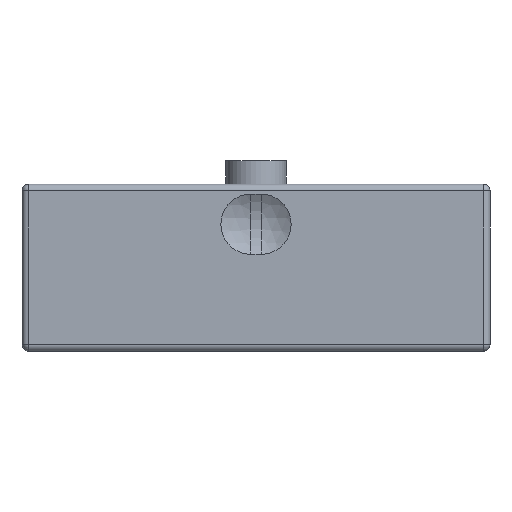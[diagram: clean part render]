
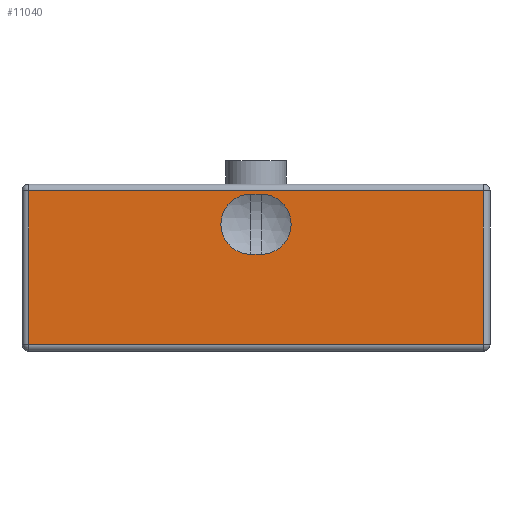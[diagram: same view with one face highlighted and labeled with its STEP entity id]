
A CAD part, left-side view. The second image highlights one B-rep face of the part: STEP entity #11040.
In plain terms, the highlighted planar face has unit normal (-1, 0, 0).
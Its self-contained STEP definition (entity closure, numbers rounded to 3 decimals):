
#10563=CARTESIAN_POINT('',(-74.,-68.0,-48.0));
#10564=VERTEX_POINT('',#10563);
#10622=CARTESIAN_POINT('',(-74.,68.0,-48.0));
#10623=VERTEX_POINT('',#10622);
#10697=CARTESIAN_POINT('',(-74.,-68.0,-2.0));
#10698=VERTEX_POINT('',#10697);
#10723=CARTESIAN_POINT('',(-74.,68.0,-2.0));
#10724=VERTEX_POINT('',#10723);
#10757=CARTESIAN_POINT('',(-74.,68.0,-2.0));
#10758=DIRECTION('',(0.0,-1.0,0.0));
#10759=VECTOR('',#10758,136.0);
#10760=LINE('',#10757,#10759);
#10761=EDGE_CURVE('',#10724,#10698,#10760,.T.);
#10789=CARTESIAN_POINT('',(-74.,68.0,-48.0));
#10790=DIRECTION('',(0.0,0.0,1.0));
#10791=VECTOR('',#10790,46.0);
#10792=LINE('',#10789,#10791);
#10793=EDGE_CURVE('',#10623,#10724,#10792,.T.);
#10835=CARTESIAN_POINT('',(-74.,-68.0,-2.0));
#10836=DIRECTION('',(0.0,0.0,-1.0));
#10837=VECTOR('',#10836,46.0);
#10838=LINE('',#10835,#10837);
#10839=EDGE_CURVE('',#10698,#10564,#10838,.T.);
#10911=CARTESIAN_POINT('',(-74.,-68.0,-48.0));
#10912=DIRECTION('',(0.0,1.0,0.0));
#10913=VECTOR('',#10912,136.0);
#10914=LINE('',#10911,#10913);
#10915=EDGE_CURVE('',#10564,#10623,#10914,.T.);
#10993=CARTESIAN_POINT('',(-74.,70.0,0.0));
#10994=DIRECTION('',(-1.0,0.0,0.0));
#10995=DIRECTION('',(0.0,0.0,1.0));
#10996=AXIS2_PLACEMENT_3D('',#10993,#10994,#10995);
#10997=PLANE('',#10996);
#10998=ORIENTED_EDGE('',*,*,#10761,.F.);
#10999=ORIENTED_EDGE('',*,*,#10793,.F.);
#11000=ORIENTED_EDGE('',*,*,#10915,.F.);
#11001=ORIENTED_EDGE('',*,*,#10839,.F.);
#11002=EDGE_LOOP('',(#10998,#10999,#11000,#11001));
#11003=FACE_OUTER_BOUND('',#11002,.T.);
#11004=CARTESIAN_POINT('',(-74.,1.501,-20.999));
#11005=VERTEX_POINT('',#11004);
#11006=CARTESIAN_POINT('',(-74.,1.501,-3.001));
#11007=VERTEX_POINT('',#11006);
#11008=CARTESIAN_POINT('',(-74.,1.501,-12.));
#11009=DIRECTION('',(1.0,0.0,0.0));
#11010=DIRECTION('',(0.0,0.0,-1.0));
#11011=AXIS2_PLACEMENT_3D('',#11008,#11009,#11010);
#11012=CIRCLE('',#11011,8.999);
#11013=EDGE_CURVE('',#11005,#11007,#11012,.T.);
#11014=ORIENTED_EDGE('',*,*,#11013,.T.);
#11015=CARTESIAN_POINT('',(-74.,-1.501,-3.001));
#11016=VERTEX_POINT('',#11015);
#11017=CARTESIAN_POINT('',(-74.,1.501,-3.001));
#11018=DIRECTION('',(0.0,-1.0,0.0));
#11019=VECTOR('',#11018,3.001);
#11020=LINE('',#11017,#11019);
#11021=EDGE_CURVE('',#11007,#11016,#11020,.T.);
#11022=ORIENTED_EDGE('',*,*,#11021,.T.);
#11023=CARTESIAN_POINT('',(-74.,-1.501,-20.999));
#11024=VERTEX_POINT('',#11023);
#11025=CARTESIAN_POINT('',(-74.,-1.501,-12.));
#11026=DIRECTION('',(1.0,0.0,0.0));
#11027=DIRECTION('',(0.0,0.0,-1.0));
#11028=AXIS2_PLACEMENT_3D('',#11025,#11026,#11027);
#11029=CIRCLE('',#11028,8.999);
#11030=EDGE_CURVE('',#11016,#11024,#11029,.T.);
#11031=ORIENTED_EDGE('',*,*,#11030,.T.);
#11032=CARTESIAN_POINT('',(-74.,-1.501,-20.999));
#11033=DIRECTION('',(0.0,1.0,0.0));
#11034=VECTOR('',#11033,3.001);
#11035=LINE('',#11032,#11034);
#11036=EDGE_CURVE('',#11024,#11005,#11035,.T.);
#11037=ORIENTED_EDGE('',*,*,#11036,.T.);
#11038=EDGE_LOOP('',(#11014,#11022,#11031,#11037));
#11039=FACE_BOUND('',#11038,.T.);
#11040=ADVANCED_FACE('',(#11003,#11039),#10997,.T.);
